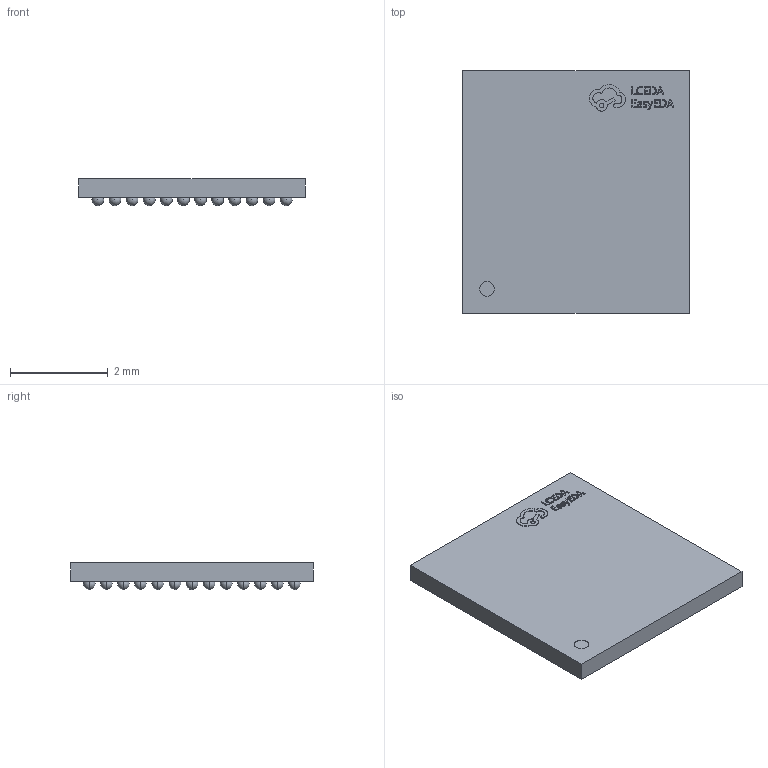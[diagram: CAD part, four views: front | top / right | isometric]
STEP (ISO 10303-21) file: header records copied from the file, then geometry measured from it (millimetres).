
FILE_DESCRIPTION (( 'STEP AP214' ), '1' );
FILE_NAME ('WLCSP-156_L5.0-W4.6-R12-C13-P0.35-BL.step', '2022-06-20T11:31:01', ( '' ), ( '' ), 'SwSTEP 2.0', 'SolidWorks 2020', '' );
FILE_SCHEMA (( 'AUTOMOTIVE_DESIGN' ));
Length unit declared in the file: millimetre
Products named in the file (1): WLCSP-156_L5.0-W4.6-R12-C13-P0.35-BL
Bounding box: 4.64 x 4.96 x 0.56 mm (x, y, z)
Volume: 9.6 mm3; surface area: 67.7 mm2
Topology: 1 solids, 1 shells, 604 faces, 2193 edges, 1462 vertices
Faces by surface type: sphere 312, plane 178, bspline 112, cylinder 2
Entity records: 25076 total; most frequent: CARTESIAN_POINT 5116, ORIENTED_EDGE 2826, DIRECTION 2799, EDGE_CURVE 1413, AXIS2_PLACEMENT_3D 1121, VERTEX_POINT 994, EDGE_LOOP 787, CIRCLE 628
